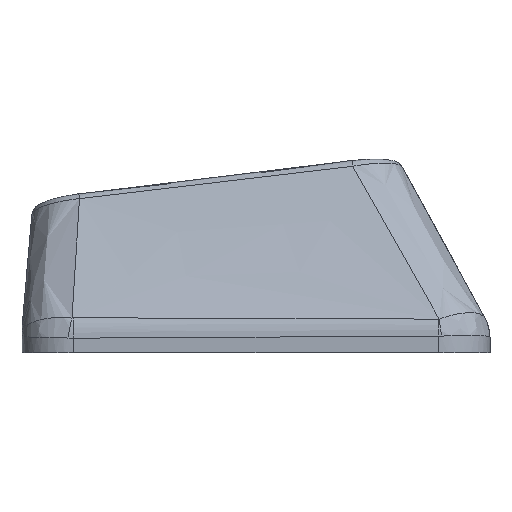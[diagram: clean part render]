
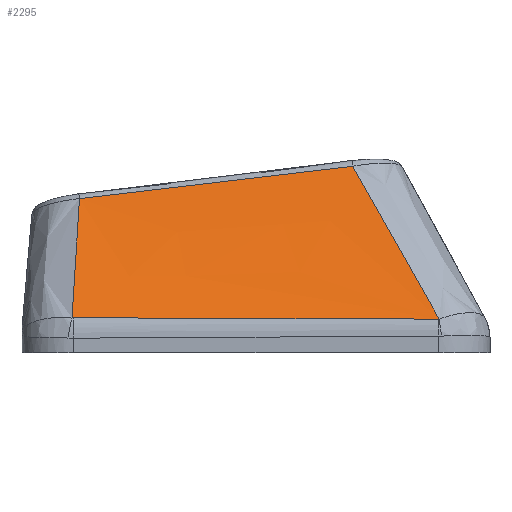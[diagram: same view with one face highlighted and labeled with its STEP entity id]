
A CAD part, left-side view. The second image highlights one B-rep face of the part: STEP entity #2295.
In plain terms, the highlighted free-form (B-spline) face has degree [3, 3] with [4, 4] control points.
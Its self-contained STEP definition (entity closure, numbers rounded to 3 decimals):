
#101=B_SPLINE_SURFACE_WITH_KNOTS('',3,3,((#4770,#4771,#4772,#4773),(#4774,
#4775,#4776,#4777),(#4778,#4779,#4780,#4781),(#4782,#4783,#4784,#4785)),
 .UNSPECIFIED.,.F.,.F.,.F.,(4,4),(4,4),(0.1,0.893),
(0.041,0.952),.UNSPECIFIED.);
#207=FACE_OUTER_BOUND('',#308,.T.);
#308=EDGE_LOOP('',(#1756,#1757,#1758,#1759,#1760,#1761));
#704=B_SPLINE_CURVE_WITH_KNOTS('',3,(#4535,#4536,#4537,#4538),
 .UNSPECIFIED.,.F.,.F.,(4,4),(0.,0.003),.UNSPECIFIED.);
#706=B_SPLINE_CURVE_WITH_KNOTS('',3,(#4562,#4563,#4564,#4565),
 .UNSPECIFIED.,.F.,.F.,(4,4),(0.,1.416),.UNSPECIFIED.);
#708=B_SPLINE_CURVE_WITH_KNOTS('',3,(#4589,#4590,#4591,#4592),
 .UNSPECIFIED.,.F.,.F.,(4,4),(0.,0.005),
 .UNSPECIFIED.);
#717=B_SPLINE_CURVE_WITH_KNOTS('',3,(#4761,#4762,#4763,#4764),
 .UNSPECIFIED.,.F.,.F.,(4,4),(-0.573,-0.028),
 .UNSPECIFIED.);
#719=B_SPLINE_CURVE_WITH_KNOTS('',3,(#4787,#4788,#4789,#4790),
 .UNSPECIFIED.,.F.,.F.,(4,4),(0.033,0.774),
 .UNSPECIFIED.);
#720=B_SPLINE_CURVE_WITH_KNOTS('',3,(#4791,#4792,#4793,#4794),
 .UNSPECIFIED.,.F.,.F.,(4,4),(-1.068,0.),
 .UNSPECIFIED.);
#971=VERTEX_POINT('',#4497);
#973=VERTEX_POINT('',#4528);
#975=VERTEX_POINT('',#4555);
#977=VERTEX_POINT('',#4582);
#992=VERTEX_POINT('',#4760);
#993=VERTEX_POINT('',#4786);
#1284=EDGE_CURVE('',#971,#973,#704,.T.);
#1287=EDGE_CURVE('',#973,#975,#706,.T.);
#1290=EDGE_CURVE('',#975,#977,#708,.T.);
#1310=EDGE_CURVE('',#977,#992,#717,.T.);
#1312=EDGE_CURVE('',#993,#971,#719,.T.);
#1313=EDGE_CURVE('',#992,#993,#720,.T.);
#1756=ORIENTED_EDGE('',*,*,#1290,.F.);
#1757=ORIENTED_EDGE('',*,*,#1287,.F.);
#1758=ORIENTED_EDGE('',*,*,#1284,.F.);
#1759=ORIENTED_EDGE('',*,*,#1312,.F.);
#1760=ORIENTED_EDGE('',*,*,#1313,.F.);
#1761=ORIENTED_EDGE('',*,*,#1310,.F.);
#2295=ADVANCED_FACE('',(#207),#101,.T.);
#4497=CARTESIAN_POINT('',(-11.308,-7.107,0.314));
#4528=CARTESIAN_POINT('',(-11.308,-7.077,0.312));
#4535=CARTESIAN_POINT('Ctrl Pts',(-11.308,-7.107,0.314));
#4536=CARTESIAN_POINT('Ctrl Pts',(-11.308,-7.097,0.312));
#4537=CARTESIAN_POINT('Ctrl Pts',(-11.308,-7.087,0.312));
#4538=CARTESIAN_POINT('Ctrl Pts',(-11.308,-7.077,0.312));
#4555=CARTESIAN_POINT('',(-11.236,7.086,0.363));
#4562=CARTESIAN_POINT('Ctrl Pts',(-11.308,-7.077,0.312));
#4563=CARTESIAN_POINT('Ctrl Pts',(-11.29,-2.357,0.327));
#4564=CARTESIAN_POINT('Ctrl Pts',(-11.268,2.364,0.344));
#4565=CARTESIAN_POINT('Ctrl Pts',(-11.236,7.086,0.363));
#4582=CARTESIAN_POINT('',(-11.233,7.14,0.368));
#4589=CARTESIAN_POINT('Ctrl Pts',(-11.236,7.086,0.363));
#4590=CARTESIAN_POINT('Ctrl Pts',(-11.236,7.104,0.363));
#4591=CARTESIAN_POINT('Ctrl Pts',(-11.235,7.122,0.365));
#4592=CARTESIAN_POINT('Ctrl Pts',(-11.233,7.14,0.368));
#4760=CARTESIAN_POINT('',(-8.385,6.849,4.986));
#4761=CARTESIAN_POINT('Ctrl Pts',(-11.233,7.14,0.368));
#4762=CARTESIAN_POINT('Ctrl Pts',(-10.279,7.036,1.905));
#4763=CARTESIAN_POINT('Ctrl Pts',(-9.328,6.938,3.444));
#4764=CARTESIAN_POINT('Ctrl Pts',(-8.385,6.849,4.986));
#4770=CARTESIAN_POINT('Ctrl Pts',(-8.372,-4.131,6.284));
#4771=CARTESIAN_POINT('Ctrl Pts',(-9.351,-5.124,4.294));
#4772=CARTESIAN_POINT('Ctrl Pts',(-10.33,-6.116,2.303));
#4773=CARTESIAN_POINT('Ctrl Pts',(-11.308,-7.108,0.312));
#4774=CARTESIAN_POINT('Ctrl Pts',(-8.372,-0.374,
5.847));
#4775=CARTESIAN_POINT('Ctrl Pts',(-9.351,-1.035,3.995));
#4776=CARTESIAN_POINT('Ctrl Pts',(-10.33,-1.697,2.143));
#4777=CARTESIAN_POINT('Ctrl Pts',(-11.308,-2.359,0.29));
#4778=CARTESIAN_POINT('Ctrl Pts',(-8.372,3.384,5.41));
#4779=CARTESIAN_POINT('Ctrl Pts',(-9.351,3.053,3.696));
#4780=CARTESIAN_POINT('Ctrl Pts',(-10.33,2.722,1.982));
#4781=CARTESIAN_POINT('Ctrl Pts',(-11.308,2.391,0.269));
#4782=CARTESIAN_POINT('Ctrl Pts',(-8.372,7.142,4.973));
#4783=CARTESIAN_POINT('Ctrl Pts',(-9.351,7.141,3.398));
#4784=CARTESIAN_POINT('Ctrl Pts',(-10.33,7.141,1.822));
#4785=CARTESIAN_POINT('Ctrl Pts',(-11.308,7.14,0.247));
#4786=CARTESIAN_POINT('',(-8.372,-3.753,6.241));
#4787=CARTESIAN_POINT('Ctrl Pts',(-8.372,-3.753,6.241));
#4788=CARTESIAN_POINT('Ctrl Pts',(-9.357,-4.877,4.27));
#4789=CARTESIAN_POINT('Ctrl Pts',(-10.334,-5.994,2.293));
#4790=CARTESIAN_POINT('Ctrl Pts',(-11.308,-7.107,0.314));
#4791=CARTESIAN_POINT('Ctrl Pts',(-8.385,6.849,4.986));
#4792=CARTESIAN_POINT('Ctrl Pts',(-8.381,3.315,5.401));
#4793=CARTESIAN_POINT('Ctrl Pts',(-8.377,-0.219,5.82));
#4794=CARTESIAN_POINT('Ctrl Pts',(-8.372,-3.753,6.241));
